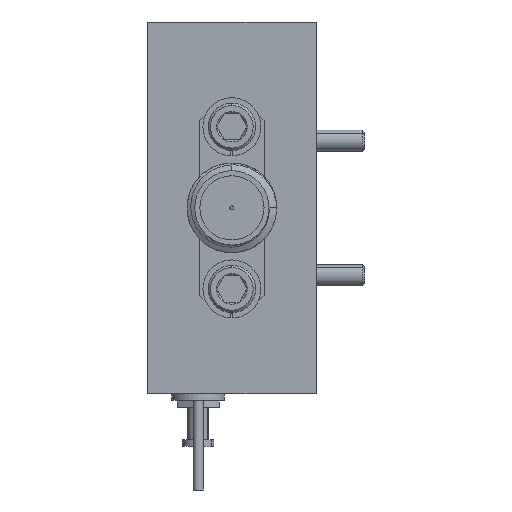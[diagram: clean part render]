
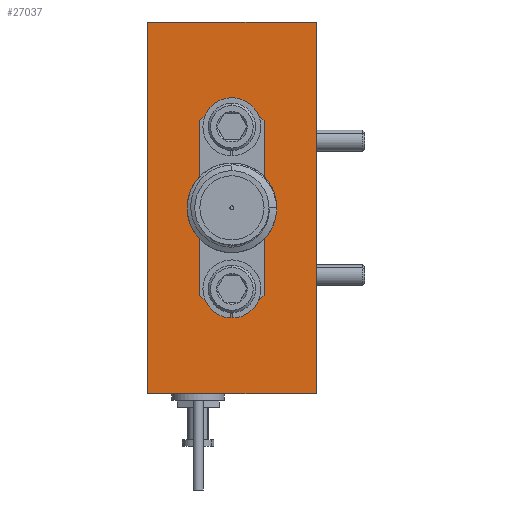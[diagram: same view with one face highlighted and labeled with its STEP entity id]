
A CAD part, left-side view. The second image highlights one B-rep face of the part: STEP entity #27037.
In plain terms, the highlighted planar face has unit normal (-1, 0, 0).
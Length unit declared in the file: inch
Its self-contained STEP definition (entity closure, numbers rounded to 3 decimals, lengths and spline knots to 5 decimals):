
#39 = FACE_BOUND ( 'NONE', #7581, .T. ) ;
#208 = ORIENTED_EDGE ( 'NONE', *, *, #13274, .T. ) ;
#399 = CARTESIAN_POINT ( 'NONE',  ( -0.9, 0.25, -0.275 ) ) ;
#924 = DIRECTION ( 'NONE',  ( 0., 0., 1. ) ) ;
#959 = ORIENTED_EDGE ( 'NONE', *, *, #25069, .F. ) ;
#1688 = CARTESIAN_POINT ( 'NONE',  ( -0.9, 0.5, -0.55 ) ) ;
#1829 = AXIS2_PLACEMENT_3D ( 'NONE', #23725, #26026, #3630 ) ;
#2017 = VERTEX_POINT ( 'NONE', #16800 ) ;
#2090 = ORIENTED_EDGE ( 'NONE', *, *, #4605, .F. ) ;
#2199 = LINE ( 'NONE', #27344, #25756 ) ;
#2226 = DIRECTION ( 'NONE',  ( 0., -1., 0. ) ) ;
#2254 = VERTEX_POINT ( 'NONE', #21039 ) ;
#2634 = ORIENTED_EDGE ( 'NONE', *, *, #25410, .F. ) ;
#2644 = VECTOR ( 'NONE', #29096, 39.37008 ) ;
#2698 = PLANE ( 'NONE',  #12587 ) ;
#2962 = CARTESIAN_POINT ( 'NONE',  ( -0.9, 0.25, 0.24 ) ) ;
#3099 = DIRECTION ( 'NONE',  ( 1., 0., 0. ) ) ;
#3235 = EDGE_CURVE ( 'NONE', #27077, #14002, #4128, .T. ) ;
#3247 = DIRECTION ( 'NONE',  ( 0., 0., 1. ) ) ;
#3630 = DIRECTION ( 'NONE',  ( 0., 0., 1. ) ) ;
#3996 = FACE_BOUND ( 'NONE', #5493, .T. ) ;
#4128 = CIRCLE ( 'NONE', #8840, 0.035 ) ;
#4605 = EDGE_CURVE ( 'NONE', #2017, #2254, #2199, .T. ) ;
#4660 = CARTESIAN_POINT ( 'NONE',  ( -0.9, 0.5, -0.55 ) ) ;
#5189 = ORIENTED_EDGE ( 'NONE', *, *, #9778, .T. ) ;
#5398 = LINE ( 'NONE', #12767, #13891 ) ;
#5445 = CIRCLE ( 'NONE', #9560, 0.039 ) ;
#5493 = EDGE_LOOP ( 'NONE', ( #20694, #959 ) ) ;
#5837 = VERTEX_POINT ( 'NONE', #29079 ) ;
#6077 = EDGE_CURVE ( 'NONE', #13074, #23631, #8216, .T. ) ;
#6565 = LINE ( 'NONE', #1688, #2644 ) ;
#7054 = DIRECTION ( 'NONE',  ( -1., 0., 0. ) ) ;
#7499 = DIRECTION ( 'NONE',  ( 0., 0., 1. ) ) ;
#7581 = EDGE_LOOP ( 'NONE', ( #9109, #19222 ) ) ;
#8158 = ORIENTED_EDGE ( 'NONE', *, *, #6077, .F. ) ;
#8216 = CIRCLE ( 'NONE', #11564, 0.035 ) ;
#8226 = EDGE_CURVE ( 'NONE', #26233, #2017, #5398, .T. ) ;
#8840 = AXIS2_PLACEMENT_3D ( 'NONE', #16924, #9923, #3247 ) ;
#9109 = ORIENTED_EDGE ( 'NONE', *, *, #13850, .F. ) ;
#9560 = AXIS2_PLACEMENT_3D ( 'NONE', #16293, #18884, #7499 ) ;
#9778 = EDGE_CURVE ( 'NONE', #26233, #5837, #6565, .T. ) ;
#9923 = DIRECTION ( 'NONE',  ( -1., 0., 0. ) ) ;
#11177 = EDGE_LOOP ( 'NONE', ( #2634, #8158 ) ) ;
#11555 = LINE ( 'NONE', #21658, #14418 ) ;
#11564 = AXIS2_PLACEMENT_3D ( 'NONE', #2962, #7054, #22971 ) ;
#12242 = CIRCLE ( 'NONE', #1829, 0.035 ) ;
#12587 = AXIS2_PLACEMENT_3D ( 'NONE', #27920, #3099, #14346 ) ;
#12767 = CARTESIAN_POINT ( 'NONE',  ( -0.9, 0.5, 0.55 ) ) ;
#13074 = VERTEX_POINT ( 'NONE', #16079 ) ;
#13274 = EDGE_CURVE ( 'NONE', #5837, #2254, #11555, .T. ) ;
#13850 = EDGE_CURVE ( 'NONE', #14002, #27077, #18629, .T. ) ;
#13873 = EDGE_LOOP ( 'NONE', ( #208, #2090, #26567, #5189 ) ) ;
#13891 = VECTOR ( 'NONE', #924, 39.37008 ) ;
#14002 = VERTEX_POINT ( 'NONE', #26900 ) ;
#14264 = CARTESIAN_POINT ( 'NONE',  ( -0.9, 0.25, -0.24 ) ) ;
#14346 = DIRECTION ( 'NONE',  ( 0., 0., -1. ) ) ;
#14418 = VECTOR ( 'NONE', #19253, 39.37008 ) ;
#14626 = CARTESIAN_POINT ( 'NONE',  ( -0.9, 0.25, 0.275 ) ) ;
#15696 = CARTESIAN_POINT ( 'NONE',  ( -0.9, 0.25, -0.039 ) ) ;
#16079 = CARTESIAN_POINT ( 'NONE',  ( -0.9, 0.25, 0.205 ) ) ;
#16293 = CARTESIAN_POINT ( 'NONE',  ( -0.9, 0.25, 0. ) ) ;
#16647 = DIRECTION ( 'NONE',  ( -1., 0., 0. ) ) ;
#16760 = FACE_OUTER_BOUND ( 'NONE', #13873, .T. ) ;
#16800 = CARTESIAN_POINT ( 'NONE',  ( -0.9, 0.5, 0.55 ) ) ;
#16924 = CARTESIAN_POINT ( 'NONE',  ( -0.9, 0.25, -0.24 ) ) ;
#17462 = FACE_BOUND ( 'NONE', #11177, .T. ) ;
#18629 = CIRCLE ( 'NONE', #19348, 0.035 ) ;
#18777 = AXIS2_PLACEMENT_3D ( 'NONE', #28070, #16647, #23758 ) ;
#18884 = DIRECTION ( 'NONE',  ( -1., 0., 0. ) ) ;
#18998 = DIRECTION ( 'NONE',  ( 0., 0., 1. ) ) ;
#19222 = ORIENTED_EDGE ( 'NONE', *, *, #3235, .F. ) ;
#19253 = DIRECTION ( 'NONE',  ( 0., 0., 1. ) ) ;
#19348 = AXIS2_PLACEMENT_3D ( 'NONE', #14264, #21388, #18998 ) ;
#20694 = ORIENTED_EDGE ( 'NONE', *, *, #27086, .F. ) ;
#21039 = CARTESIAN_POINT ( 'NONE',  ( -0.9, 0., 0.55 ) ) ;
#21388 = DIRECTION ( 'NONE',  ( -1., 0., 0. ) ) ;
#21658 = CARTESIAN_POINT ( 'NONE',  ( -0.9, 0., 0.55 ) ) ;
#22242 = CARTESIAN_POINT ( 'NONE',  ( -0.9, 0.25, 0.039 ) ) ;
#22971 = DIRECTION ( 'NONE',  ( 0., 0., 1. ) ) ;
#23631 = VERTEX_POINT ( 'NONE', #14626 ) ;
#23725 = CARTESIAN_POINT ( 'NONE',  ( -0.9, 0.25, 0.24 ) ) ;
#23758 = DIRECTION ( 'NONE',  ( 0., 0., 1. ) ) ;
#24029 = CIRCLE ( 'NONE', #18777, 0.039 ) ;
#24516 = VERTEX_POINT ( 'NONE', #15696 ) ;
#25069 = EDGE_CURVE ( 'NONE', #24516, #26157, #24029, .T. ) ;
#25410 = EDGE_CURVE ( 'NONE', #23631, #13074, #12242, .T. ) ;
#25756 = VECTOR ( 'NONE', #2226, 39.37008 ) ;
#26026 = DIRECTION ( 'NONE',  ( -1., 0., 0. ) ) ;
#26157 = VERTEX_POINT ( 'NONE', #22242 ) ;
#26233 = VERTEX_POINT ( 'NONE', #4660 ) ;
#26567 = ORIENTED_EDGE ( 'NONE', *, *, #8226, .F. ) ;
#26900 = CARTESIAN_POINT ( 'NONE',  ( -0.9, 0.25, -0.205 ) ) ;
#27037 = ADVANCED_FACE ( 'NONE', ( #39, #17462, #3996, #16760 ), #2698, .F. ) ;
#27077 = VERTEX_POINT ( 'NONE', #399 ) ;
#27086 = EDGE_CURVE ( 'NONE', #26157, #24516, #5445, .T. ) ;
#27344 = CARTESIAN_POINT ( 'NONE',  ( -0.9, 0.5, 0.55 ) ) ;
#27920 = CARTESIAN_POINT ( 'NONE',  ( -0.9, 0.5, 0.55 ) ) ;
#28070 = CARTESIAN_POINT ( 'NONE',  ( -0.9, 0.25, 0. ) ) ;
#29079 = CARTESIAN_POINT ( 'NONE',  ( -0.9, 0., -0.55 ) ) ;
#29096 = DIRECTION ( 'NONE',  ( 0., -1., 0. ) ) ;
